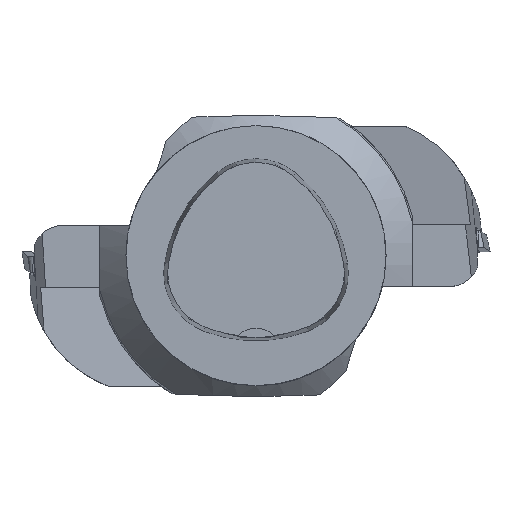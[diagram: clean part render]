
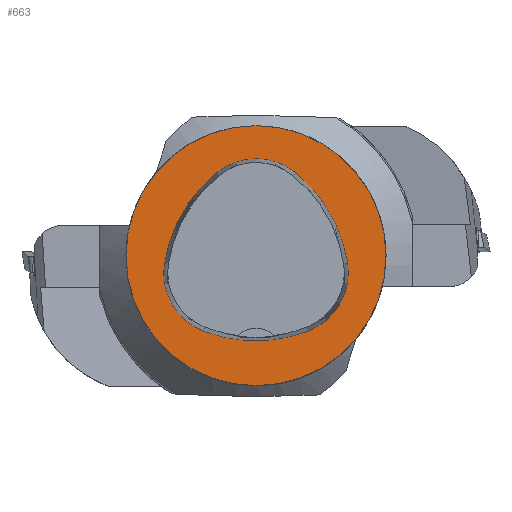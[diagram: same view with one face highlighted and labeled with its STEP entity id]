
A CAD part, top view. The second image highlights one B-rep face of the part: STEP entity #663.
In plain terms, the highlighted planar face has unit normal (0, 0, 1).
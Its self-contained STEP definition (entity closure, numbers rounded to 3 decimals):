
#333=FACE_BOUND('',#1283,.T.);
#334=FACE_BOUND('',#1284,.T.);
#435=CIRCLE('',#4798,25.);
#438=CIRCLE('',#4806,28.);
#440=CIRCLE('',#4809,12.);
#442=CIRCLE('',#4812,28.);
#444=CIRCLE('',#4815,12.);
#448=CIRCLE('',#4820,28.);
#450=CIRCLE('',#4823,12.);
#663=ADVANCED_FACE('',(#333,#334),#838,.T.);
#838=PLANE('',#4828);
#1283=EDGE_LOOP('',(#2390,#2391,#2392,#2393,#2394,#2395));
#1284=EDGE_LOOP('',(#2396));
#2390=ORIENTED_EDGE('',*,*,#3567,.T.);
#2391=ORIENTED_EDGE('',*,*,#3547,.T.);
#2392=ORIENTED_EDGE('',*,*,#3551,.T.);
#2393=ORIENTED_EDGE('',*,*,#3554,.T.);
#2394=ORIENTED_EDGE('',*,*,#3557,.T.);
#2395=ORIENTED_EDGE('',*,*,#3565,.T.);
#2396=ORIENTED_EDGE('',*,*,#3532,.F.);
#2997=VERTEX_POINT('',#7313);
#3012=VERTEX_POINT('',#7354);
#3013=VERTEX_POINT('',#7355);
#3016=VERTEX_POINT('',#7363);
#3018=VERTEX_POINT('',#7369);
#3020=VERTEX_POINT('',#7375);
#3027=VERTEX_POINT('',#7396);
#3532=EDGE_CURVE('',#2997,#2997,#435,.T.);
#3547=EDGE_CURVE('',#3012,#3013,#438,.T.);
#3551=EDGE_CURVE('',#3013,#3016,#440,.T.);
#3554=EDGE_CURVE('',#3016,#3018,#442,.T.);
#3557=EDGE_CURVE('',#3018,#3020,#444,.T.);
#3565=EDGE_CURVE('',#3020,#3027,#448,.T.);
#3567=EDGE_CURVE('',#3027,#3012,#450,.T.);
#4798=AXIS2_PLACEMENT_3D('',#7312,#5673,#5674);
#4806=AXIS2_PLACEMENT_3D('',#7353,#5695,#5696);
#4809=AXIS2_PLACEMENT_3D('',#7362,#5703,#5704);
#4812=AXIS2_PLACEMENT_3D('',#7368,#5710,#5711);
#4815=AXIS2_PLACEMENT_3D('',#7374,#5717,#5718);
#4820=AXIS2_PLACEMENT_3D('',#7397,#5729,#5730);
#4823=AXIS2_PLACEMENT_3D('',#7400,#5735,#5736);
#4828=AXIS2_PLACEMENT_3D('',#7405,#5745,#5746);
#5673=DIRECTION('',(0.,0.,-1.));
#5674=DIRECTION('',(-1.,0.,0.));
#5695=DIRECTION('',(0.,0.,-1.));
#5696=DIRECTION('',(-1.,0.,0.));
#5703=DIRECTION('',(0.,0.,-1.));
#5704=DIRECTION('',(-1.,0.,0.));
#5710=DIRECTION('',(0.,0.,-1.));
#5711=DIRECTION('',(-1.,0.,0.));
#5717=DIRECTION('',(0.,0.,-1.));
#5718=DIRECTION('',(-1.,0.,0.));
#5729=DIRECTION('',(0.,0.,-1.));
#5730=DIRECTION('',(-1.,0.,0.));
#5735=DIRECTION('',(0.,0.,-1.));
#5736=DIRECTION('',(-1.,0.,0.));
#5745=DIRECTION('',(0.,0.,1.));
#5746=DIRECTION('',(1.,0.,0.));
#7312=CARTESIAN_POINT('',(0.,0.,0.));
#7313=CARTESIAN_POINT('',(-25.,0.,0.));
#7353=CARTESIAN_POINT('',(10.068,-5.824,0.));
#7354=CARTESIAN_POINT('',(-17.584,-1.424,0.));
#7355=CARTESIAN_POINT('',(-7.531,15.953,0.));
#7362=CARTESIAN_POINT('',(0.011,6.62,0.));
#7363=CARTESIAN_POINT('',(7.567,15.942,0.));
#7368=CARTESIAN_POINT('',(-10.063,-5.81,0.));
#7369=CARTESIAN_POINT('',(17.59,-1.418,0.));
#7374=CARTESIAN_POINT('',(5.739,-3.3,0.));
#7375=CARTESIAN_POINT('',(10.05,-14.499,0.));
#7396=CARTESIAN_POINT('',(-10.025,-14.516,0.));
#7397=CARTESIAN_POINT('',(-0.01,11.631,0.));
#7400=CARTESIAN_POINT('',(-5.733,-3.31,0.));
#7405=CARTESIAN_POINT('',(0.,0.,0.));
